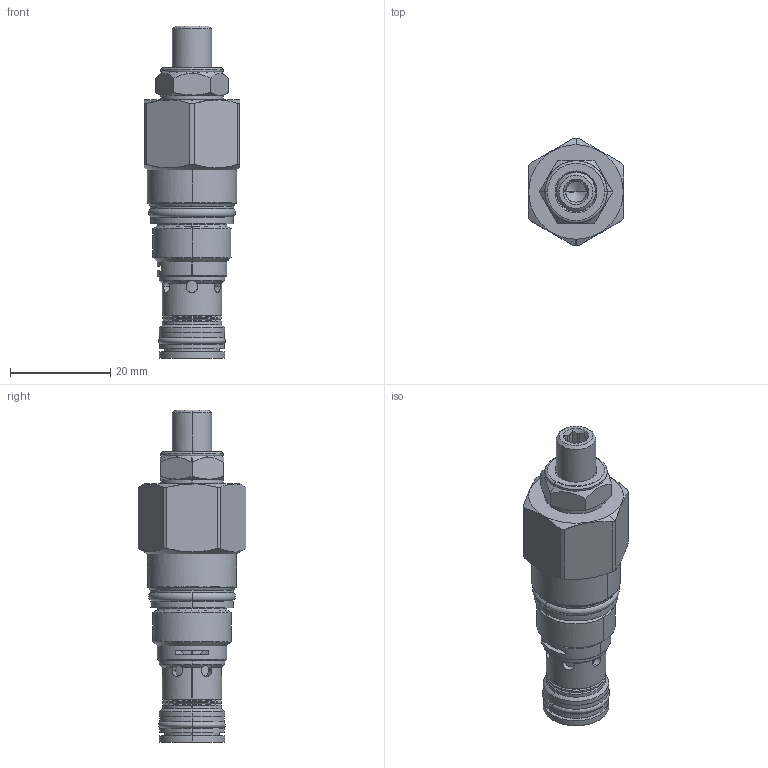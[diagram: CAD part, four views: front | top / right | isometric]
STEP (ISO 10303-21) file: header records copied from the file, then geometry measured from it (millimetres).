
FILE_DESCRIPTION((''),'2;1');
FILE_NAME('NFBCLCN_SW_PRT','2019-08-01T',('charlief'),(''),'PRO/ENGINEER BY PARAMETRIC TECHNOLOGY CORPORATION, 2016010','PRO/ENGINEER BY PARAMETRIC TECHNOLOGY CORPORATION, 2016010','');
FILE_SCHEMA(('CONFIG_CONTROL_DESIGN'));
Length unit declared in the file: inch
Products named in the file (1): NFBCLCN_SW_PRT
Bounding box: 19.05 x 21.54 x 66.29 mm (x, y, z)
Surface area: 7010.4 mm2 (no closed solid volume)
Topology: 0 solids, 0 shells, 221 faces, 1052 edges, 1036 vertices
Faces by surface type: bspline 196, torus 25
Entity records: 35553 total; most frequent: CARTESIAN_POINT 26395, DIRECTION 1469, TRIMMED_CURVE 1168, DEFINITIONAL_REPRESENTATION 1022, PCURVE 1022, COMPOSITE_CURVE_SEGMENT 1022, VECTOR 917, LINE 917
